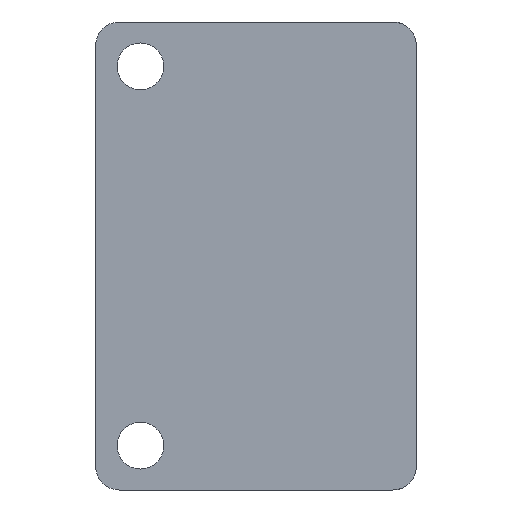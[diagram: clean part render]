
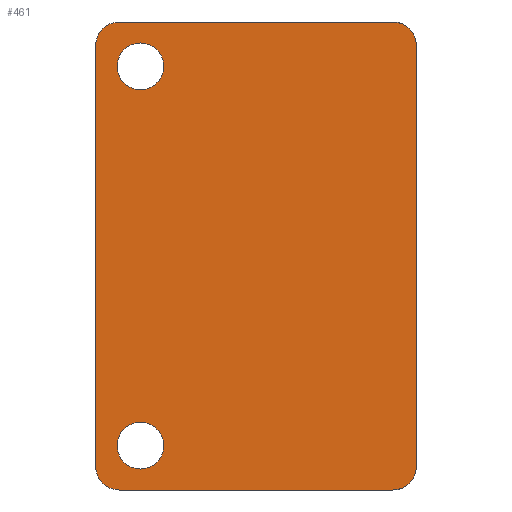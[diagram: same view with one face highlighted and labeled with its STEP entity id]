
A CAD part, front view. The second image highlights one B-rep face of the part: STEP entity #461.
In plain terms, the highlighted planar face has unit normal (0, -1, 0).
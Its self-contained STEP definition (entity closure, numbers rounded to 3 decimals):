
#13 = CARTESIAN_POINT ( 'NONE',  ( 27.4, -2., 40. ) ) ;
#14 = LINE ( 'NONE', #66, #587 ) ;
#16 = DIRECTION ( 'NONE',  ( 0., 1., 0. ) ) ;
#39 = CARTESIAN_POINT ( 'NONE',  ( 2., -2., 40. ) ) ;
#54 = EDGE_CURVE ( 'NONE', #94, #90, #541, .T. ) ;
#59 = VERTEX_POINT ( 'NONE', #336 ) ;
#66 = CARTESIAN_POINT ( 'NONE',  ( 0., -2., 0. ) ) ;
#81 = DIRECTION ( 'NONE',  ( 0., -1., 0. ) ) ;
#82 = VERTEX_POINT ( 'NONE', #504 ) ;
#83 = FACE_BOUND ( 'NONE', #583, .T. ) ;
#87 = EDGE_CURVE ( 'NONE', #426, #417, #493, .T. ) ;
#88 = CARTESIAN_POINT ( 'NONE',  ( 0., -2., 38. ) ) ;
#90 = VERTEX_POINT ( 'NONE', #268 ) ;
#91 = CARTESIAN_POINT ( 'NONE',  ( 0., -2., 40. ) ) ;
#94 = VERTEX_POINT ( 'NONE', #274 ) ;
#95 = DIRECTION ( 'NONE',  ( 0., 0., 1. ) ) ;
#105 = ORIENTED_EDGE ( 'NONE', *, *, #54, .T. ) ;
#109 = EDGE_CURVE ( 'NONE', #300, #59, #386, .T. ) ;
#127 = VECTOR ( 'NONE', #219, 1000. ) ;
#135 = ORIENTED_EDGE ( 'NONE', *, *, #87, .T. ) ;
#136 = CIRCLE ( 'NONE', #517, 2. ) ;
#154 = ORIENTED_EDGE ( 'NONE', *, *, #443, .T. ) ;
#164 = CARTESIAN_POINT ( 'NONE',  ( 3.825, -2., 36.209 ) ) ;
#168 = DIRECTION ( 'NONE',  ( 0., 0., 1. ) ) ;
#172 = DIRECTION ( 'NONE',  ( 0., -1., 0. ) ) ;
#173 = DIRECTION ( 'NONE',  ( 1., 0., 0. ) ) ;
#188 = AXIS2_PLACEMENT_3D ( 'NONE', #692, #81, #471 ) ;
#203 = CARTESIAN_POINT ( 'NONE',  ( 2., -2., 0. ) ) ;
#205 = FACE_OUTER_BOUND ( 'NONE', #626, .T. ) ;
#218 = ORIENTED_EDGE ( 'NONE', *, *, #354, .T. ) ;
#219 = DIRECTION ( 'NONE',  ( 0., 0., -1. ) ) ;
#221 = DIRECTION ( 'NONE',  ( 0., -1., 0. ) ) ;
#229 = DIRECTION ( 'NONE',  ( 0., 0., -1. ) ) ;
#232 = CIRCLE ( 'NONE', #330, 2. ) ;
#268 = CARTESIAN_POINT ( 'NONE',  ( 3.825, -2., 38.209 ) ) ;
#273 = ORIENTED_EDGE ( 'NONE', *, *, #677, .T. ) ;
#274 = CARTESIAN_POINT ( 'NONE',  ( 3.825, -2., 34.209 ) ) ;
#282 = CARTESIAN_POINT ( 'NONE',  ( 25.4, -2., 2. ) ) ;
#298 = AXIS2_PLACEMENT_3D ( 'NONE', #282, #172, #560 ) ;
#300 = VERTEX_POINT ( 'NONE', #582 ) ;
#309 = VERTEX_POINT ( 'NONE', #39 ) ;
#317 = DIRECTION ( 'NONE',  ( 0., 0., 1. ) ) ;
#319 = VERTEX_POINT ( 'NONE', #362 ) ;
#321 = ORIENTED_EDGE ( 'NONE', *, *, #109, .T. ) ;
#330 = AXIS2_PLACEMENT_3D ( 'NONE', #433, #221, #431 ) ;
#332 = CARTESIAN_POINT ( 'NONE',  ( 3.825, -2., 36.209 ) ) ;
#334 = EDGE_CURVE ( 'NONE', #309, #82, #585, .T. ) ;
#336 = CARTESIAN_POINT ( 'NONE',  ( 27.4, -2., 2. ) ) ;
#354 = EDGE_CURVE ( 'NONE', #417, #412, #477, .T. ) ;
#358 = VERTEX_POINT ( 'NONE', #474 ) ;
#361 = AXIS2_PLACEMENT_3D ( 'NONE', #371, #600, #317 ) ;
#362 = CARTESIAN_POINT ( 'NONE',  ( 3.825, -2., 1.791 ) ) ;
#369 = DIRECTION ( 'NONE',  ( 0., -1., 0. ) ) ;
#371 = CARTESIAN_POINT ( 'NONE',  ( 3.825, -2., 3.791 ) ) ;
#373 = PLANE ( 'NONE',  #624 ) ;
#374 = CARTESIAN_POINT ( 'NONE',  ( 27.4, -2., 38. ) ) ;
#378 = CIRCLE ( 'NONE', #652, 2. ) ;
#386 = CIRCLE ( 'NONE', #298, 2. ) ;
#394 = CIRCLE ( 'NONE', #664, 2. ) ;
#406 = EDGE_CURVE ( 'NONE', #309, #426, #378, .T. ) ;
#407 = EDGE_CURVE ( 'NONE', #319, #358, #394, .T. ) ;
#411 = CARTESIAN_POINT ( 'NONE',  ( 0., -2., 40. ) ) ;
#412 = VERTEX_POINT ( 'NONE', #203 ) ;
#414 = DIRECTION ( 'NONE',  ( 1., 0., 0. ) ) ;
#417 = VERTEX_POINT ( 'NONE', #657 ) ;
#418 = ORIENTED_EDGE ( 'NONE', *, *, #613, .T. ) ;
#421 = LINE ( 'NONE', #13, #536 ) ;
#424 = ORIENTED_EDGE ( 'NONE', *, *, #334, .F. ) ;
#426 = VERTEX_POINT ( 'NONE', #88 ) ;
#427 = DIRECTION ( 'NONE',  ( 0., 0., 1. ) ) ;
#431 = DIRECTION ( 'NONE',  ( 0., 0., 1. ) ) ;
#433 = CARTESIAN_POINT ( 'NONE',  ( 25.4, -2., 38. ) ) ;
#443 = EDGE_CURVE ( 'NONE', #358, #319, #506, .T. ) ;
#448 = CARTESIAN_POINT ( 'NONE',  ( 0., -2., 40. ) ) ;
#461 = ADVANCED_FACE ( 'NONE', ( #83, #563, #205 ), #373, .F. ) ;
#462 = VERTEX_POINT ( 'NONE', #374 ) ;
#471 = DIRECTION ( 'NONE',  ( 0., 0., 1. ) ) ;
#472 = ORIENTED_EDGE ( 'NONE', *, *, #525, .T. ) ;
#474 = CARTESIAN_POINT ( 'NONE',  ( 3.825, -2., 5.791 ) ) ;
#477 = CIRCLE ( 'NONE', #188, 2. ) ;
#478 = DIRECTION ( 'NONE',  ( 0., 1., 0. ) ) ;
#493 = LINE ( 'NONE', #448, #127 ) ;
#497 = DIRECTION ( 'NONE',  ( 0., 0., 1. ) ) ;
#504 = CARTESIAN_POINT ( 'NONE',  ( 25.4, -2., 40. ) ) ;
#506 = CIRCLE ( 'NONE', #361, 2. ) ;
#517 = AXIS2_PLACEMENT_3D ( 'NONE', #164, #617, #497 ) ;
#525 = EDGE_CURVE ( 'NONE', #90, #94, #136, .T. ) ;
#531 = ORIENTED_EDGE ( 'NONE', *, *, #407, .T. ) ;
#536 = VECTOR ( 'NONE', #229, 1000. ) ;
#537 = CARTESIAN_POINT ( 'NONE',  ( 2., -2., 38. ) ) ;
#538 = ORIENTED_EDGE ( 'NONE', *, *, #710, .F. ) ;
#541 = CIRCLE ( 'NONE', #706, 2. ) ;
#560 = DIRECTION ( 'NONE',  ( 0., 0., 1. ) ) ;
#563 = FACE_BOUND ( 'NONE', #665, .T. ) ;
#582 = CARTESIAN_POINT ( 'NONE',  ( 25.4, -2., 0. ) ) ;
#583 = EDGE_LOOP ( 'NONE', ( #154, #531 ) ) ;
#585 = LINE ( 'NONE', #411, #695 ) ;
#587 = VECTOR ( 'NONE', #173, 1000. ) ;
#596 = CARTESIAN_POINT ( 'NONE',  ( 3.825, -2., 3.791 ) ) ;
#600 = DIRECTION ( 'NONE',  ( 0., 1., 0. ) ) ;
#613 = EDGE_CURVE ( 'NONE', #462, #82, #232, .T. ) ;
#617 = DIRECTION ( 'NONE',  ( 0., 1., 0. ) ) ;
#624 = AXIS2_PLACEMENT_3D ( 'NONE', #91, #478, #707 ) ;
#626 = EDGE_LOOP ( 'NONE', ( #538, #418, #424, #708, #135, #218, #273, #321 ) ) ;
#652 = AXIS2_PLACEMENT_3D ( 'NONE', #537, #369, #95 ) ;
#657 = CARTESIAN_POINT ( 'NONE',  ( 0., -2., 2. ) ) ;
#664 = AXIS2_PLACEMENT_3D ( 'NONE', #596, #704, #427 ) ;
#665 = EDGE_LOOP ( 'NONE', ( #472, #105 ) ) ;
#677 = EDGE_CURVE ( 'NONE', #412, #300, #14, .T. ) ;
#692 = CARTESIAN_POINT ( 'NONE',  ( 2., -2., 2. ) ) ;
#695 = VECTOR ( 'NONE', #414, 1000. ) ;
#704 = DIRECTION ( 'NONE',  ( 0., 1., 0. ) ) ;
#706 = AXIS2_PLACEMENT_3D ( 'NONE', #332, #16, #168 ) ;
#707 = DIRECTION ( 'NONE',  ( 0., 0., 1. ) ) ;
#708 = ORIENTED_EDGE ( 'NONE', *, *, #406, .T. ) ;
#710 = EDGE_CURVE ( 'NONE', #462, #59, #421, .T. ) ;
